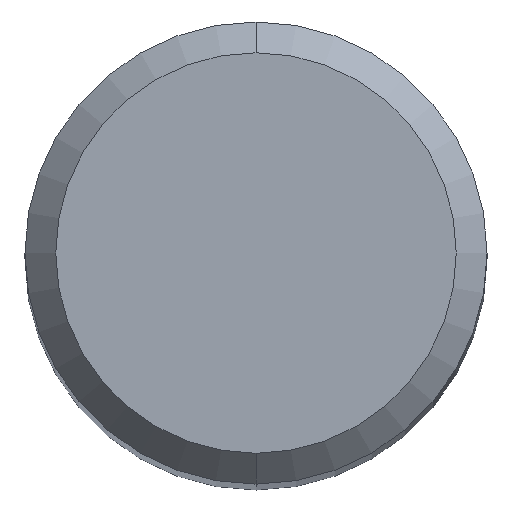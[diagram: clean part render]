
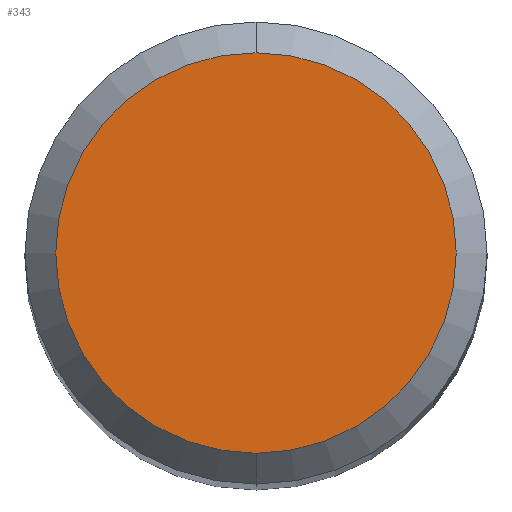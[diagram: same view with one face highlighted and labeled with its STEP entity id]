
A CAD part, top view. The second image highlights one B-rep face of the part: STEP entity #343.
In plain terms, the highlighted planar face has unit normal (0, 0, 1).
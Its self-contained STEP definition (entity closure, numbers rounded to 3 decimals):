
#343=ADVANCED_FACE('',(#744),#745,.T.);
#383=VERTEX_POINT('',#790);
#525=VERTEX_POINT('',#946);
#545=EDGE_CURVE('',#383,#525,#970,.T.);
#573=EDGE_CURVE('',#525,#383,#1000,.T.);
#744=FACE_OUTER_BOUND('',#1268,.T.);
#745=PLANE('',#1269);
#790=CARTESIAN_POINT('',(0.0,2.6,0.0));
#946=CARTESIAN_POINT('',(0.,-2.6,0.0));
#970=CIRCLE('',#1667,2.6);
#1000=CIRCLE('',#1760,2.6);
#1268=EDGE_LOOP('',(#1955,#1956));
#1269=AXIS2_PLACEMENT_3D('',#1957,#1958,#1959);
#1667=AXIS2_PLACEMENT_3D('',#2216,#2217,#2218);
#1760=AXIS2_PLACEMENT_3D('',#2242,#2243,#2244);
#1955=ORIENTED_EDGE('',*,*,#545,.F.);
#1956=ORIENTED_EDGE('',*,*,#573,.F.);
#1957=CARTESIAN_POINT('',(0.0,1.3,0.0));
#1958=DIRECTION('',(-0.0,0.0,1.0));
#1959=DIRECTION('',(0.0,-1.0,0.0));
#2216=CARTESIAN_POINT('',(0.0,0.0,0.0));
#2217=DIRECTION('',(0.0,0.0,-1.0));
#2218=DIRECTION('',(0.0,1.0,0.0));
#2242=CARTESIAN_POINT('',(0.0,0.0,0.0));
#2243=DIRECTION('',(0.0,0.0,-1.0));
#2244=DIRECTION('',(0.0,1.0,0.0));
